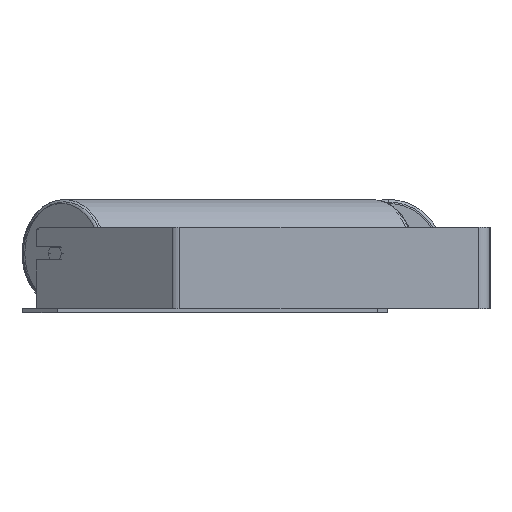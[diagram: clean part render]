
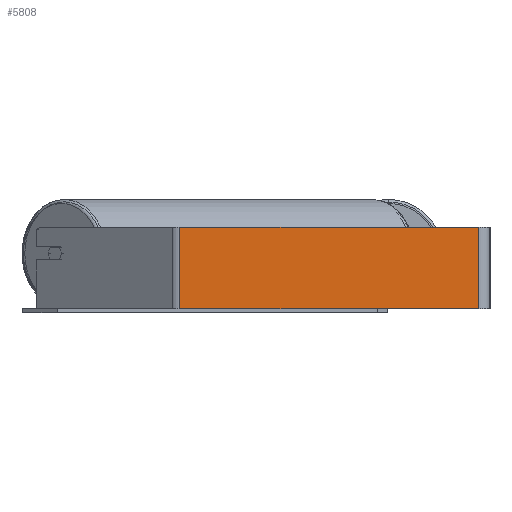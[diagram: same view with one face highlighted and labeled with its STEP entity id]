
A CAD part, left-side view. The second image highlights one B-rep face of the part: STEP entity #5808.
In plain terms, the highlighted planar face has unit normal (-1, 0, 0).
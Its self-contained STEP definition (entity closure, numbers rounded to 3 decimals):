
#157 = AXIS2_PLACEMENT_3D ( 'NONE', #1135, #5362, #8256 ) ;
#826 = CARTESIAN_POINT ( 'NONE',  ( -945., 387.685, -50. ) ) ;
#933 = VECTOR ( 'NONE', #2962, 1000. ) ;
#1135 = CARTESIAN_POINT ( 'NONE',  ( -945., 387.685, 50. ) ) ;
#1267 = CARTESIAN_POINT ( 'NONE',  ( -945., 382.589, 50. ) ) ;
#1608 = LINE ( 'NONE', #826, #933 ) ;
#2065 = LINE ( 'NONE', #1267, #5452 ) ;
#2138 = ORIENTED_EDGE ( 'NONE', *, *, #2650, .F. ) ;
#2650 = EDGE_CURVE ( 'NONE', #4935, #4348, #3964, .T. ) ;
#2909 = ORIENTED_EDGE ( 'NONE', *, *, #5127, .F. ) ;
#2927 = EDGE_CURVE ( 'NONE', #8755, #4348, #1608, .T. ) ;
#2962 = DIRECTION ( 'NONE',  ( 0., -1., 0. ) ) ;
#3203 = CARTESIAN_POINT ( 'NONE',  ( -945., 14., 50. ) ) ;
#3219 = CARTESIAN_POINT ( 'NONE',  ( -945., 387.685, 50. ) ) ;
#3300 = VERTEX_POINT ( 'NONE', #5120 ) ;
#3408 = DIRECTION ( 'NONE',  ( 0., 0., -1. ) ) ;
#3964 = LINE ( 'NONE', #3203, #4120 ) ;
#4120 = VECTOR ( 'NONE', #5526, 1000. ) ;
#4348 = VERTEX_POINT ( 'NONE', #6857 ) ;
#4556 = FACE_OUTER_BOUND ( 'NONE', #5274, .T. ) ;
#4694 = PLANE ( 'NONE',  #157 ) ;
#4821 = EDGE_CURVE ( 'NONE', #3300, #8755, #2065, .T. ) ;
#4935 = VERTEX_POINT ( 'NONE', #5110 ) ;
#5110 = CARTESIAN_POINT ( 'NONE',  ( -945., 14., 50. ) ) ;
#5120 = CARTESIAN_POINT ( 'NONE',  ( -945., 382.589, 50. ) ) ;
#5127 = EDGE_CURVE ( 'NONE', #3300, #4935, #6158, .T. ) ;
#5151 = ORIENTED_EDGE ( 'NONE', *, *, #4821, .T. ) ;
#5274 = EDGE_LOOP ( 'NONE', ( #8930, #2138, #2909, #5151 ) ) ;
#5362 = DIRECTION ( 'NONE',  ( 1., 0., 0. ) ) ;
#5452 = VECTOR ( 'NONE', #3408, 1000. ) ;
#5526 = DIRECTION ( 'NONE',  ( 0., 0., -1. ) ) ;
#5808 = ADVANCED_FACE ( 'NONE', ( #4556 ), #4694, .F. ) ;
#6116 = DIRECTION ( 'NONE',  ( 0., -1., 0. ) ) ;
#6158 = LINE ( 'NONE', #3219, #6374 ) ;
#6374 = VECTOR ( 'NONE', #6116, 1000. ) ;
#6857 = CARTESIAN_POINT ( 'NONE',  ( -945., 14., -50. ) ) ;
#8256 = DIRECTION ( 'NONE',  ( 0., 0., -1. ) ) ;
#8699 = CARTESIAN_POINT ( 'NONE',  ( -945., 382.589, -50. ) ) ;
#8755 = VERTEX_POINT ( 'NONE', #8699 ) ;
#8930 = ORIENTED_EDGE ( 'NONE', *, *, #2927, .T. ) ;
